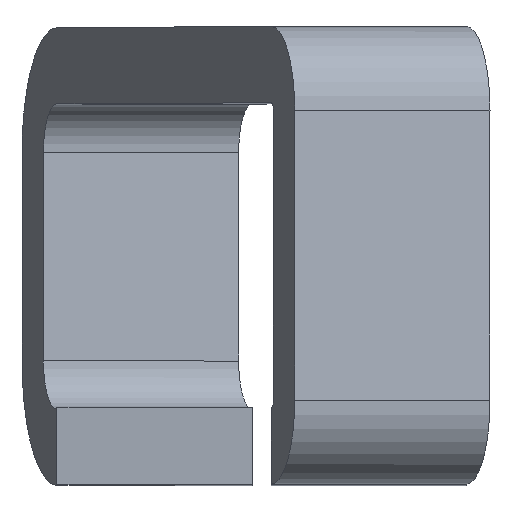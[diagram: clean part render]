
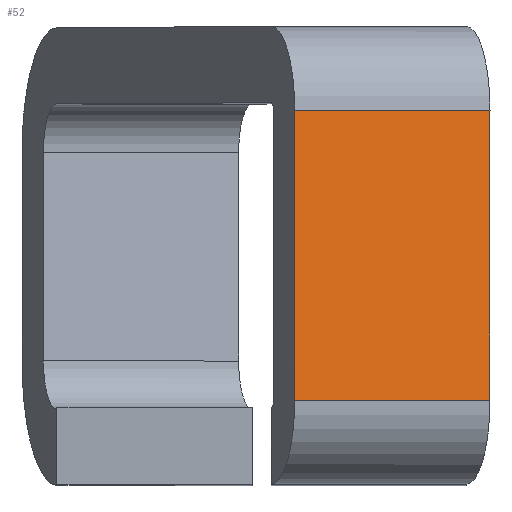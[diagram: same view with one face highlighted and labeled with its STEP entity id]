
A CAD part, top view. The second image highlights one B-rep face of the part: STEP entity #52.
In plain terms, the highlighted planar face has unit normal (0.281, 0, 0.96).
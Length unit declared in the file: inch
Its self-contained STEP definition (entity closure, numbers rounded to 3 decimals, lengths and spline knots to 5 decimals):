
#9 = VERTEX_POINT ( 'NONE', #40 ) ;
#40 = CARTESIAN_POINT ( 'NONE',  ( -0.03376, 0.0735, 0.02707 ) ) ;
#47 = EDGE_LOOP ( 'NONE', ( #49, #75, #130, #110 ) ) ;
#49 = ORIENTED_EDGE ( 'NONE', *, *, #122, .T. ) ;
#52 = ADVANCED_FACE ( 'NONE', ( #236 ), #280, .T. ) ;
#75 = ORIENTED_EDGE ( 'NONE', *, *, #405, .T. ) ;
#110 = ORIENTED_EDGE ( 'NONE', *, *, #250, .F. ) ;
#122 = EDGE_CURVE ( 'NONE', #254, #406, #760, .T. ) ;
#130 = ORIENTED_EDGE ( 'NONE', *, *, #289, .F. ) ;
#143 = CARTESIAN_POINT ( 'NONE',  ( -0.03376, 0.0165, 0.02707 ) ) ;
#182 = DIRECTION ( 'NONE',  ( 0., 1., 0. ) ) ;
#185 = VECTOR ( 'NONE', #182, 39.37008 ) ;
#186 = CARTESIAN_POINT ( 'NONE',  ( -0.03376, 0.0165, 0.02707 ) ) ;
#187 = LINE ( 'NONE', #186, #185 ) ;
#221 = DIRECTION ( 'NONE',  ( 0.96, 0., -0.281 ) ) ;
#222 = VECTOR ( 'NONE', #221, 39.37008 ) ;
#223 = CARTESIAN_POINT ( 'NONE',  ( 0.00463, 0.0735, 0.01584 ) ) ;
#224 = LINE ( 'NONE', #223, #222 ) ;
#236 = FACE_OUTER_BOUND ( 'NONE', #47, .T. ) ;
#250 = EDGE_CURVE ( 'NONE', #254, #9, #187, .T. ) ;
#254 = VERTEX_POINT ( 'NONE', #143 ) ;
#276 = DIRECTION ( 'NONE',  ( 0.96, 0., -0.281 ) ) ;
#277 = DIRECTION ( 'NONE',  ( 0.281, 0., 0.96 ) ) ;
#278 = CARTESIAN_POINT ( 'NONE',  ( 0.00463, 0.0165, 0.01584 ) ) ;
#279 = AXIS2_PLACEMENT_3D ( 'NONE', #278, #277, #276 ) ;
#280 = PLANE ( 'NONE',  #279 ) ;
#289 = EDGE_CURVE ( 'NONE', #9, #403, #224, .T. ) ;
#403 = VERTEX_POINT ( 'NONE', #572 ) ;
#405 = EDGE_CURVE ( 'NONE', #406, #403, #565, .T. ) ;
#406 = VERTEX_POINT ( 'NONE', #612 ) ;
#561 = CARTESIAN_POINT ( 'NONE',  ( 0.00463, 0.0165, 0.01584 ) ) ;
#563 = VECTOR ( 'NONE', #564, 39.37008 ) ;
#564 = DIRECTION ( 'NONE',  ( 0., 1., 0. ) ) ;
#565 = LINE ( 'NONE', #561, #563 ) ;
#572 = CARTESIAN_POINT ( 'NONE',  ( 0.00463, 0.0735, 0.01584 ) ) ;
#612 = CARTESIAN_POINT ( 'NONE',  ( 0.00463, 0.0165, 0.01584 ) ) ;
#759 = CARTESIAN_POINT ( 'NONE',  ( 0.00463, 0.0165, 0.01584 ) ) ;
#760 = LINE ( 'NONE', #759, #771 ) ;
#770 = DIRECTION ( 'NONE',  ( 0.96, 0., -0.281 ) ) ;
#771 = VECTOR ( 'NONE', #770, 39.37008 ) ;
